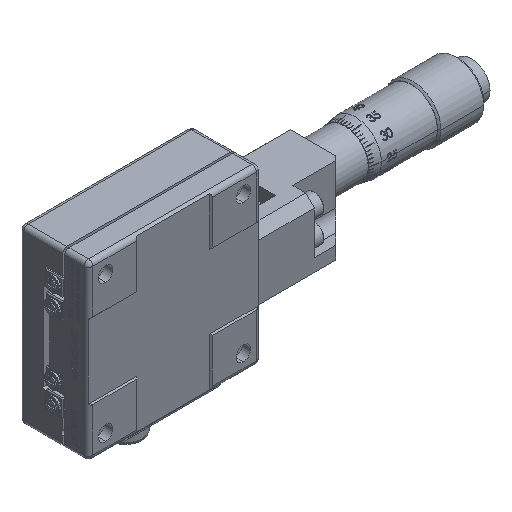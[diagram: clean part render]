
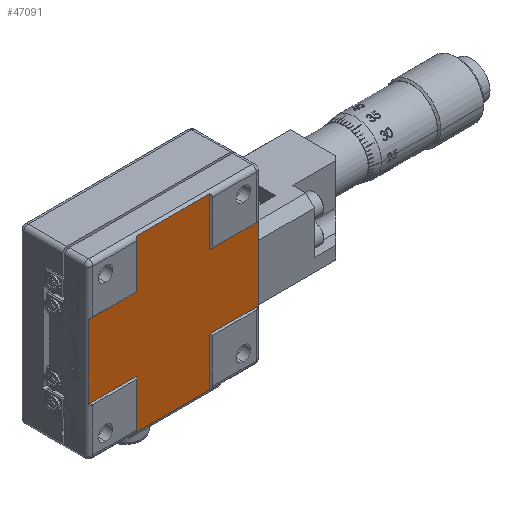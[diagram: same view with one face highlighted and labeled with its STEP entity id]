
A CAD part, isometric view. The second image highlights one B-rep face of the part: STEP entity #47091.
In plain terms, the highlighted planar face has unit normal (0, -1, 0).
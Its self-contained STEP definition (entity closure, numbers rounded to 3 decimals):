
#769 = VERTEX_POINT ( 'NONE', #41978 ) ;
#1173 = VERTEX_POINT ( 'NONE', #5113 ) ;
#2199 = ORIENTED_EDGE ( 'NONE', *, *, #60124, .T. ) ;
#3332 = VECTOR ( 'NONE', #42047, 1000. ) ;
#4757 = DIRECTION ( 'NONE',  ( -1., 0., 0. ) ) ;
#5113 = CARTESIAN_POINT ( 'NONE',  ( -8.5, 0.3, -19.714 ) ) ;
#5243 = ORIENTED_EDGE ( 'NONE', *, *, #82539, .T. ) ;
#5965 = CARTESIAN_POINT ( 'NONE',  ( 20., 0.3, 8.5 ) ) ;
#7404 = CARTESIAN_POINT ( 'NONE',  ( -19.714, 0.3, 8.5 ) ) ;
#8119 = CARTESIAN_POINT ( 'NONE',  ( -8.5, 0.3, -20. ) ) ;
#10347 = VECTOR ( 'NONE', #28707, 1000. ) ;
#11078 = CARTESIAN_POINT ( 'NONE',  ( 20., 0.3, 8.5 ) ) ;
#17433 = VERTEX_POINT ( 'NONE', #72893 ) ;
#17636 = EDGE_CURVE ( 'NONE', #40244, #77734, #17742, .T. ) ;
#17742 = LINE ( 'NONE', #74731, #88310 ) ;
#18453 = CARTESIAN_POINT ( 'NONE',  ( 19.714, 0.3, -8.5 ) ) ;
#18795 = VECTOR ( 'NONE', #67743, 1000. ) ;
#19599 = ORIENTED_EDGE ( 'NONE', *, *, #84645, .T. ) ;
#19742 = ORIENTED_EDGE ( 'NONE', *, *, #43597, .T. ) ;
#20007 = DIRECTION ( 'NONE',  ( 0., 1., 0. ) ) ;
#20666 = EDGE_CURVE ( 'NONE', #33049, #26621, #49375, .T. ) ;
#21703 = ORIENTED_EDGE ( 'NONE', *, *, #51956, .F. ) ;
#21895 = DIRECTION ( 'NONE',  ( -1., 0., 0. ) ) ;
#23140 = VECTOR ( 'NONE', #47548, 1000. ) ;
#24321 = ORIENTED_EDGE ( 'NONE', *, *, #66769, .F. ) ;
#26621 = VERTEX_POINT ( 'NONE', #89945 ) ;
#26757 = VECTOR ( 'NONE', #51215, 1000. ) ;
#28688 = LINE ( 'NONE', #59132, #3332 ) ;
#28707 = DIRECTION ( 'NONE',  ( 0., 0., 1. ) ) ;
#32703 = DIRECTION ( 'NONE',  ( -1., 0., 0. ) ) ;
#33049 = VERTEX_POINT ( 'NONE', #52366 ) ;
#37971 = CARTESIAN_POINT ( 'NONE',  ( -8.5, 0.3, 8.5 ) ) ;
#39383 = LINE ( 'NONE', #94806, #62021 ) ;
#40244 = VERTEX_POINT ( 'NONE', #37971 ) ;
#40578 = CARTESIAN_POINT ( 'NONE',  ( 20., 0.3, -8.5 ) ) ;
#41978 = CARTESIAN_POINT ( 'NONE',  ( -8.5, 0.3, -8.5 ) ) ;
#42047 = DIRECTION ( 'NONE',  ( 0., 0., -1. ) ) ;
#43597 = EDGE_CURVE ( 'NONE', #1173, #51567, #45828, .T. ) ;
#43971 = VERTEX_POINT ( 'NONE', #18453 ) ;
#43972 = DIRECTION ( 'NONE',  ( -1., 0., 0. ) ) ;
#45828 = LINE ( 'NONE', #81410, #23140 ) ;
#47091 = ADVANCED_FACE ( 'NONE', ( #57256 ), #96201, .F. ) ;
#47548 = DIRECTION ( 'NONE',  ( 1., 0., 0. ) ) ;
#47629 = DIRECTION ( 'NONE',  ( 0., 0., 1. ) ) ;
#48385 = ORIENTED_EDGE ( 'NONE', *, *, #85463, .F. ) ;
#49375 = LINE ( 'NONE', #67991, #26757 ) ;
#50908 = CARTESIAN_POINT ( 'NONE',  ( -19.714, 0.3, -8.5 ) ) ;
#51215 = DIRECTION ( 'NONE',  ( 0., 0., 1. ) ) ;
#51567 = VERTEX_POINT ( 'NONE', #53326 ) ;
#51956 = EDGE_CURVE ( 'NONE', #1173, #769, #109051, .T. ) ;
#52199 = EDGE_LOOP ( 'NONE', ( #48385, #109668, #19599, #82078, #84177, #56495, #2199, #65971, #24321, #21703, #19742, #5243 ) ) ;
#52366 = CARTESIAN_POINT ( 'NONE',  ( 8.5, 0.3, 8.5 ) ) ;
#52718 = LINE ( 'NONE', #5965, #97812 ) ;
#53326 = CARTESIAN_POINT ( 'NONE',  ( 8.5, 0.3, -19.714 ) ) ;
#56495 = ORIENTED_EDGE ( 'NONE', *, *, #17636, .F. ) ;
#57256 = FACE_OUTER_BOUND ( 'NONE', #52199, .T. ) ;
#59132 = CARTESIAN_POINT ( 'NONE',  ( -19.714, 0.3, 8.5 ) ) ;
#59318 = VECTOR ( 'NONE', #4757, 1000. ) ;
#60124 = EDGE_CURVE ( 'NONE', #40244, #69546, #52718, .T. ) ;
#60327 = EDGE_CURVE ( 'NONE', #26621, #77734, #39383, .T. ) ;
#61078 = VERTEX_POINT ( 'NONE', #50908 ) ;
#61127 = CARTESIAN_POINT ( 'NONE',  ( 19.714, 0.3, 8.5 ) ) ;
#62021 = VECTOR ( 'NONE', #43972, 1000. ) ;
#63224 = VECTOR ( 'NONE', #32703, 1000. ) ;
#64658 = LINE ( 'NONE', #106483, #59318 ) ;
#64676 = VECTOR ( 'NONE', #21895, 1000. ) ;
#65601 = DIRECTION ( 'NONE',  ( -1., 0., 0. ) ) ;
#65971 = ORIENTED_EDGE ( 'NONE', *, *, #71122, .T. ) ;
#66769 = EDGE_CURVE ( 'NONE', #769, #61078, #108125, .T. ) ;
#67743 = DIRECTION ( 'NONE',  ( 0., 0., 1. ) ) ;
#67991 = CARTESIAN_POINT ( 'NONE',  ( 8.5, 0.3, -20. ) ) ;
#69546 = VERTEX_POINT ( 'NONE', #7404 ) ;
#71122 = EDGE_CURVE ( 'NONE', #69546, #61078, #28688, .T. ) ;
#72835 = CARTESIAN_POINT ( 'NONE',  ( -8.5, 0.3, 19.714 ) ) ;
#72893 = CARTESIAN_POINT ( 'NONE',  ( 8.5, 0.3, -8.5 ) ) ;
#74731 = CARTESIAN_POINT ( 'NONE',  ( -8.5, 0.3, -20. ) ) ;
#75114 = DIRECTION ( 'NONE',  ( 0., 0., 1. ) ) ;
#77102 = LINE ( 'NONE', #98460, #102200 ) ;
#77734 = VERTEX_POINT ( 'NONE', #72835 ) ;
#79586 = DIRECTION ( 'NONE',  ( 0., 0., 1. ) ) ;
#81410 = CARTESIAN_POINT ( 'NONE',  ( -8.5, 0.3, -19.714 ) ) ;
#81484 = CARTESIAN_POINT ( 'NONE',  ( 20., 0.3, -8.5 ) ) ;
#82078 = ORIENTED_EDGE ( 'NONE', *, *, #20666, .T. ) ;
#82539 = EDGE_CURVE ( 'NONE', #51567, #17433, #100753, .T. ) ;
#82849 = AXIS2_PLACEMENT_3D ( 'NONE', #11078, #20007, #79586 ) ;
#84177 = ORIENTED_EDGE ( 'NONE', *, *, #60327, .T. ) ;
#84645 = EDGE_CURVE ( 'NONE', #90902, #33049, #64658, .T. ) ;
#85463 = EDGE_CURVE ( 'NONE', #43971, #17433, #109619, .T. ) ;
#88240 = CARTESIAN_POINT ( 'NONE',  ( 8.5, 0.3, -20. ) ) ;
#88310 = VECTOR ( 'NONE', #75114, 1000. ) ;
#89945 = CARTESIAN_POINT ( 'NONE',  ( 8.5, 0.3, 19.714 ) ) ;
#90902 = VERTEX_POINT ( 'NONE', #61127 ) ;
#94241 = EDGE_CURVE ( 'NONE', #43971, #90902, #77102, .T. ) ;
#94806 = CARTESIAN_POINT ( 'NONE',  ( 8.5, 0.3, 19.714 ) ) ;
#96201 = PLANE ( 'NONE',  #82849 ) ;
#97812 = VECTOR ( 'NONE', #65601, 1000. ) ;
#98460 = CARTESIAN_POINT ( 'NONE',  ( 19.714, 0.3, -8.5 ) ) ;
#100753 = LINE ( 'NONE', #88240, #10347 ) ;
#102200 = VECTOR ( 'NONE', #47629, 1000. ) ;
#106483 = CARTESIAN_POINT ( 'NONE',  ( 20., 0.3, 8.5 ) ) ;
#108125 = LINE ( 'NONE', #40578, #63224 ) ;
#109051 = LINE ( 'NONE', #8119, #18795 ) ;
#109619 = LINE ( 'NONE', #81484, #64676 ) ;
#109668 = ORIENTED_EDGE ( 'NONE', *, *, #94241, .T. ) ;
